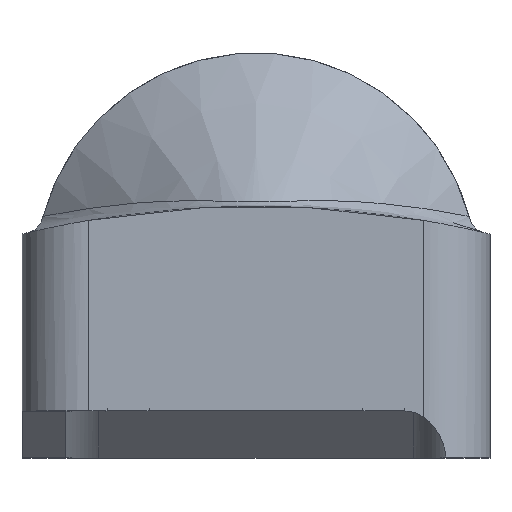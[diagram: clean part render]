
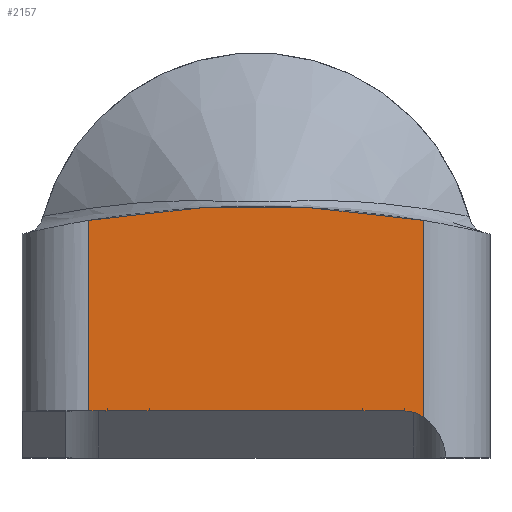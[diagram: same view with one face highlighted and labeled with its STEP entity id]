
A CAD part, top view. The second image highlights one B-rep face of the part: STEP entity #2157.
In plain terms, the highlighted planar face has unit normal (0, 0, 1).
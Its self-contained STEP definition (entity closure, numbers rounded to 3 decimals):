
#1195=CARTESIAN_POINT('Vertex',(-6.35,-0.533,22.86)) ;
#1198=CARTESIAN_POINT('Axis2P3D Location',(0.,-38.1,22.86)) ;
#1202=CARTESIAN_POINT('Vertex',(6.35,-0.533,22.86)) ;
#1744=CARTESIAN_POINT('Line Origine',(6.35,-4.763,22.86)) ;
#1748=CARTESIAN_POINT('Vertex',(6.35,-8.002,22.86)) ;
#1802=CARTESIAN_POINT('Line Origine',(-4.858,-7.773,22.86)) ;
#1806=CARTESIAN_POINT('Vertex',(-4.064,-7.773,22.86)) ;
#1808=CARTESIAN_POINT('Vertex',(-5.652,-7.773,22.86)) ;
#1854=CARTESIAN_POINT('Line Origine',(4.858,-7.773,22.86)) ;
#1858=CARTESIAN_POINT('Vertex',(5.652,-7.773,22.86)) ;
#1860=CARTESIAN_POINT('Vertex',(4.064,-7.773,22.86)) ;
#1894=CARTESIAN_POINT('Control Point',(5.652,-7.773,22.86)) ;
#1895=CARTESIAN_POINT('Control Point',(5.838,-7.773,22.86)) ;
#1896=CARTESIAN_POINT('Control Point',(6.025,-7.815,22.86)) ;
#1897=CARTESIAN_POINT('Control Point',(6.197,-7.896,22.86)) ;
#1898=CARTESIAN_POINT('Control Point',(6.35,-8.002,22.86)) ;
#1938=CARTESIAN_POINT('Line Origine',(0.,-7.773,22.86)) ;
#2015=CARTESIAN_POINT('Vertex',(-5.715,-7.775,22.86)) ;
#2037=CARTESIAN_POINT('Control Point',(-5.652,-7.773,22.86)) ;
#2038=CARTESIAN_POINT('Control Point',(-5.673,-7.773,22.86)) ;
#2039=CARTESIAN_POINT('Control Point',(-5.694,-7.774,22.86)) ;
#2040=CARTESIAN_POINT('Control Point',(-5.715,-7.775,22.86)) ;
#2068=CARTESIAN_POINT('Line Origine',(-6.35,-4.763,22.86)) ;
#2072=CARTESIAN_POINT('Vertex',(-6.35,-7.773,22.86)) ;
#2128=CARTESIAN_POINT('Axis2P3D Location',(-2.096,-2.54,22.86)) ;
#2133=CARTESIAN_POINT('Line Origine',(-6.033,-7.773,22.86)) ;
#2137=CARTESIAN_POINT('Vertex',(-5.715,-7.773,22.86)) ;
#2140=CARTESIAN_POINT('Line Origine',(-5.715,-7.774,22.86)) ;
#1746=VECTOR('Line Direction',#1745,1.) ;
#1804=VECTOR('Line Direction',#1803,1.) ;
#1856=VECTOR('Line Direction',#1855,1.) ;
#1940=VECTOR('Line Direction',#1939,1.) ;
#2070=VECTOR('Line Direction',#2069,1.) ;
#2135=VECTOR('Line Direction',#2134,1.) ;
#2142=VECTOR('Line Direction',#2141,1.) ;
#1199=DIRECTION('Axis2P3D Direction',(0.,0.,1.)) ;
#1745=DIRECTION('Vector Direction',(0.,-1.,0.)) ;
#1803=DIRECTION('Vector Direction',(-1.,0.,0.)) ;
#1855=DIRECTION('Vector Direction',(-1.,0.,0.)) ;
#1939=DIRECTION('Vector Direction',(-1.,0.,0.)) ;
#2069=DIRECTION('Vector Direction',(0.,1.,0.)) ;
#2129=DIRECTION('Axis2P3D Direction',(0.,-0.,-1.)) ;
#2130=DIRECTION('Axis2P3D XDirection',(1.,0.,-0.)) ;
#2134=DIRECTION('Vector Direction',(1.,0.,0.)) ;
#2141=DIRECTION('Vector Direction',(0.,-1.,0.)) ;
#1200=AXIS2_PLACEMENT_3D('Circle Axis2P3D',#1198,#1199,$) ;
#2131=AXIS2_PLACEMENT_3D('Plane Axis2P3D',#2128,#2129,#2130) ;
#1747=LINE('Line',#1744,#1746) ;
#1805=LINE('Line',#1802,#1804) ;
#1857=LINE('Line',#1854,#1856) ;
#1941=LINE('Line',#1938,#1940) ;
#2071=LINE('Line',#2068,#2070) ;
#2136=LINE('Line',#2133,#2135) ;
#2143=LINE('Line',#2140,#2142) ;
#1201=CIRCLE('generated circle',#1200,38.1) ;
#2132=PLANE('',#2131) ;
#1204=EDGE_CURVE('',#1203,#1196,#1201,.T.) ;
#1750=EDGE_CURVE('',#1749,#1203,#1747,.F.) ;
#1810=EDGE_CURVE('',#1807,#1809,#1805,.T.) ;
#1862=EDGE_CURVE('',#1859,#1861,#1857,.T.) ;
#1899=EDGE_CURVE('',#1859,#1749,#1893,.T.) ;
#1942=EDGE_CURVE('',#1861,#1807,#1941,.T.) ;
#2041=EDGE_CURVE('',#1809,#2016,#2036,.T.) ;
#2074=EDGE_CURVE('',#1196,#2073,#2071,.F.) ;
#2139=EDGE_CURVE('',#2073,#2138,#2136,.T.) ;
#2144=EDGE_CURVE('',#2016,#2138,#2143,.F.) ;
#2146=ORIENTED_EDGE('',*,*,#2139,.T.) ;
#2147=ORIENTED_EDGE('',*,*,#2144,.F.) ;
#2148=ORIENTED_EDGE('',*,*,#2041,.F.) ;
#2149=ORIENTED_EDGE('',*,*,#1810,.F.) ;
#2150=ORIENTED_EDGE('',*,*,#1942,.F.) ;
#2151=ORIENTED_EDGE('',*,*,#1862,.F.) ;
#2152=ORIENTED_EDGE('',*,*,#1899,.T.) ;
#2153=ORIENTED_EDGE('',*,*,#1750,.T.) ;
#2154=ORIENTED_EDGE('',*,*,#1204,.T.) ;
#2155=ORIENTED_EDGE('',*,*,#2074,.T.) ;
#2145=EDGE_LOOP('',(#2146,#2147,#2148,#2149,#2150,#2151,#2152,#2153,#2154,#2155)) ;
#1196=VERTEX_POINT('',#1195) ;
#1203=VERTEX_POINT('',#1202) ;
#1749=VERTEX_POINT('',#1748) ;
#1807=VERTEX_POINT('',#1806) ;
#1809=VERTEX_POINT('',#1808) ;
#1859=VERTEX_POINT('',#1858) ;
#1861=VERTEX_POINT('',#1860) ;
#2016=VERTEX_POINT('',#2015) ;
#2073=VERTEX_POINT('',#2072) ;
#2138=VERTEX_POINT('',#2137) ;
#2157=ADVANCED_FACE('PartBody',(#2156),#2132,.F.) ;
#1893=B_SPLINE_CURVE_WITH_KNOTS('',4,(#1894,#1895,#1896,#1897,#1898),.UNSPECIFIED.,.F.,.U.,(5,5),(0.,1.056),.UNSPECIFIED.) ;
#2036=B_SPLINE_CURVE_WITH_KNOTS('',3,(#2037,#2038,#2039,#2040),.UNSPECIFIED.,.F.,.U.,(4,4),(0.,0.09),.UNSPECIFIED.) ;
#2156=FACE_OUTER_BOUND('',#2145,.T.) ;
